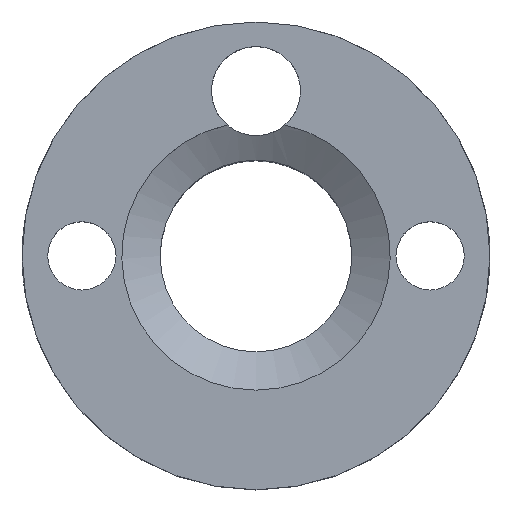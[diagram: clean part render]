
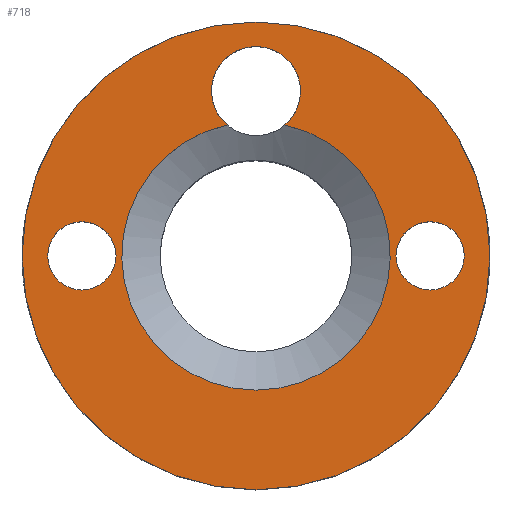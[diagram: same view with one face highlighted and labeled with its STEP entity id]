
A CAD part, top view. The second image highlights one B-rep face of the part: STEP entity #718.
In plain terms, the highlighted planar face has unit normal (0, 0, 1).
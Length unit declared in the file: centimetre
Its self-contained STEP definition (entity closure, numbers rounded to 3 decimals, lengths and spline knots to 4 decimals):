
#115=PLANE('',#765);
#119=CIRCLE('',#758,0.1473);
#125=CIRCLE('',#766,0.7747);
#126=CIRCLE('',#767,0.4445);
#127=CIRCLE('',#768,0.113);
#128=CIRCLE('',#769,0.113);
#183=VERTEX_POINT('',#983);
#184=VERTEX_POINT('',#985);
#191=VERTEX_POINT('',#1049);
#192=VERTEX_POINT('',#1052);
#193=VERTEX_POINT('',#1054);
#288=EDGE_CURVE('',#184,#183,#119,.T.);
#297=EDGE_CURVE('',#191,#191,#125,.T.);
#298=EDGE_CURVE('',#183,#184,#126,.T.);
#299=EDGE_CURVE('',#192,#192,#127,.T.);
#300=EDGE_CURVE('',#193,#193,#128,.T.);
#406=ORIENTED_EDGE('',*,*,#297,.T.);
#407=ORIENTED_EDGE('',*,*,#288,.T.);
#408=ORIENTED_EDGE('',*,*,#298,.T.);
#409=ORIENTED_EDGE('',*,*,#299,.T.);
#410=ORIENTED_EDGE('',*,*,#300,.T.);
#613=EDGE_LOOP('',(#406));
#614=EDGE_LOOP('',(#407,#408));
#615=EDGE_LOOP('',(#409));
#616=EDGE_LOOP('',(#410));
#666=FACE_BOUND('',#613,.T.);
#667=FACE_BOUND('',#614,.T.);
#668=FACE_BOUND('',#615,.T.);
#669=FACE_BOUND('',#616,.T.);
#718=ADVANCED_FACE('',(#666,#667,#668,#669),#115,.T.);
#758=AXIS2_PLACEMENT_3D('',#984,#828,#829);
#765=AXIS2_PLACEMENT_3D('',#1047,#842,$);
#766=AXIS2_PLACEMENT_3D('',#1048,#843,#844);
#767=AXIS2_PLACEMENT_3D('',#1050,#845,#846);
#768=AXIS2_PLACEMENT_3D('',#1051,#847,#848);
#769=AXIS2_PLACEMENT_3D('',#1053,#849,#850);
#828=DIRECTION('',(0.,0.,-1.));
#829=DIRECTION('',(-0.147,0.,0.));
#842=DIRECTION('',(0.,0.,1.));
#843=DIRECTION('',(0.,0.,1.));
#844=DIRECTION('',(0.775,0.,0.));
#845=DIRECTION('',(0.,0.,-1.));
#846=DIRECTION('',(0.,0.445,0.));
#847=DIRECTION('',(0.,0.,-1.));
#848=DIRECTION('',(0.113,0.,0.));
#849=DIRECTION('',(0.,0.,-1.));
#850=DIRECTION('',(0.113,0.,0.));
#983=CARTESIAN_POINT('',(0.0957,0.4341,0.));
#984=CARTESIAN_POINT('',(0.,0.5461,0.));
#985=CARTESIAN_POINT('',(-0.0957,0.4341,0.));
#1047=CARTESIAN_POINT('',(0.,0.,0.));
#1048=CARTESIAN_POINT('',(0.,0.,0.));
#1049=CARTESIAN_POINT('',(0.7747,0.,0.));
#1050=CARTESIAN_POINT('',(0.,0.,0.));
#1051=CARTESIAN_POINT('',(-0.5766,0.,0.));
#1052=CARTESIAN_POINT('',(-0.6896,0.,0.));
#1053=CARTESIAN_POINT('',(0.5766,0.,0.));
#1054=CARTESIAN_POINT('',(0.4636,0.,0.));
